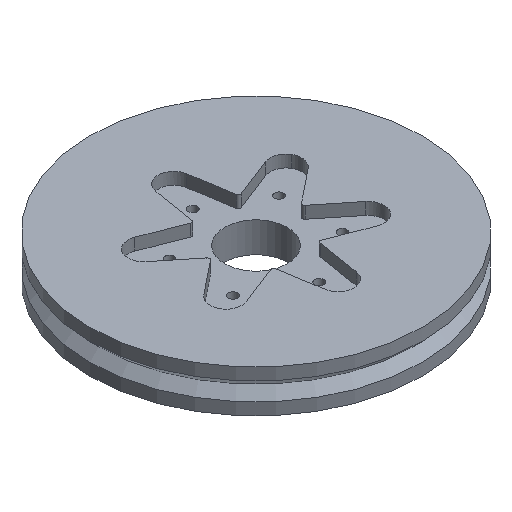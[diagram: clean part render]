
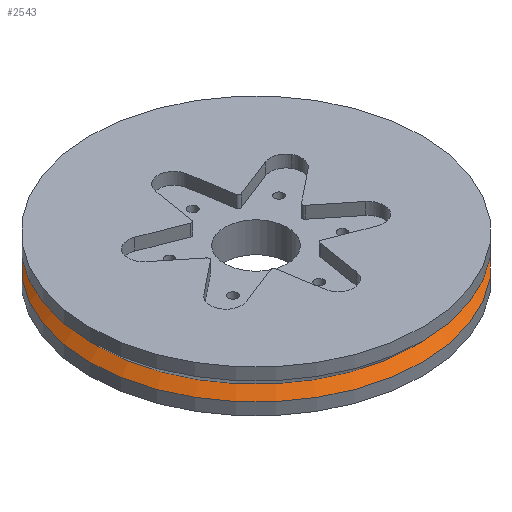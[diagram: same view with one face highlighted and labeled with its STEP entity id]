
A CAD part, isometric view. The second image highlights one B-rep face of the part: STEP entity #2543.
In plain terms, the highlighted conical face has half-angle 45 degrees and reference radius 26 mm.
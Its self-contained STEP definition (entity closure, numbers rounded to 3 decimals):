
#817 = CONICAL_SURFACE('',#818,27.5,0.785);
#818 = AXIS2_PLACEMENT_3D('',#819,#820,#821);
#819 = CARTESIAN_POINT('',(0.,0.,1.5));
#820 = DIRECTION('',(0.,0.,1.));
#821 = DIRECTION('',(1.,0.,0.));
#2244 = VERTEX_POINT('',#2245);
#2245 = CARTESIAN_POINT('',(26.,0.,0.));
#2266 = EDGE_CURVE('',#2244,#2244,#2267,.T.);
#2267 = SURFACE_CURVE('',#2268,(#2273,#2280),.PCURVE_S1.);
#2268 = CIRCLE('',#2269,26.);
#2269 = AXIS2_PLACEMENT_3D('',#2270,#2271,#2272);
#2270 = CARTESIAN_POINT('',(0.,0.,0.));
#2271 = DIRECTION('',(0.,0.,-1.));
#2272 = DIRECTION('',(1.,0.,0.));
#2273 = PCURVE('',#817,#2274);
#2274 = DEFINITIONAL_REPRESENTATION('',(#2275),#2279);
#2275 = LINE('',#2276,#2277);
#2276 = CARTESIAN_POINT('',(-0.,-1.5));
#2277 = VECTOR('',#2278,1.);
#2278 = DIRECTION('',(-1.,-0.));
#2279 = ( GEOMETRIC_REPRESENTATION_CONTEXT(2) 
PARAMETRIC_REPRESENTATION_CONTEXT() REPRESENTATION_CONTEXT('2D SPACE',''
  ) );
#2280 = PCURVE('',#2281,#2286);
#2281 = CONICAL_SURFACE('',#2282,26.,0.785);
#2282 = AXIS2_PLACEMENT_3D('',#2283,#2284,#2285);
#2283 = CARTESIAN_POINT('',(0.,0.,0.));
#2284 = DIRECTION('',(0.,0.,-1.));
#2285 = DIRECTION('',(1.,0.,0.));
#2286 = DEFINITIONAL_REPRESENTATION('',(#2287),#2291);
#2287 = LINE('',#2288,#2289);
#2288 = CARTESIAN_POINT('',(0.,0.));
#2289 = VECTOR('',#2290,1.);
#2290 = DIRECTION('',(1.,0.));
#2291 = ( GEOMETRIC_REPRESENTATION_CONTEXT(2) 
PARAMETRIC_REPRESENTATION_CONTEXT() REPRESENTATION_CONTEXT('2D SPACE',''
  ) );
#2543 = ADVANCED_FACE('',(#2544),#2281,.T.);
#2544 = FACE_BOUND('',#2545,.T.);
#2545 = EDGE_LOOP('',(#2546,#2547,#2570,#2597));
#2546 = ORIENTED_EDGE('',*,*,#2266,.T.);
#2547 = ORIENTED_EDGE('',*,*,#2548,.T.);
#2548 = EDGE_CURVE('',#2244,#2549,#2551,.T.);
#2549 = VERTEX_POINT('',#2550);
#2550 = CARTESIAN_POINT('',(27.5,0.,-1.5));
#2551 = SEAM_CURVE('',#2552,(#2556,#2563),.PCURVE_S1.);
#2552 = LINE('',#2553,#2554);
#2553 = CARTESIAN_POINT('',(26.,0.,0.));
#2554 = VECTOR('',#2555,1.);
#2555 = DIRECTION('',(0.707,0.,-0.707
    ));
#2556 = PCURVE('',#2281,#2557);
#2557 = DEFINITIONAL_REPRESENTATION('',(#2558),#2562);
#2558 = LINE('',#2559,#2560);
#2559 = CARTESIAN_POINT('',(0.,0.));
#2560 = VECTOR('',#2561,1.);
#2561 = DIRECTION('',(0.,1.));
#2562 = ( GEOMETRIC_REPRESENTATION_CONTEXT(2) 
PARAMETRIC_REPRESENTATION_CONTEXT() REPRESENTATION_CONTEXT('2D SPACE',''
  ) );
#2563 = PCURVE('',#2281,#2564);
#2564 = DEFINITIONAL_REPRESENTATION('',(#2565),#2569);
#2565 = LINE('',#2566,#2567);
#2566 = CARTESIAN_POINT('',(6.283,0.));
#2567 = VECTOR('',#2568,1.);
#2568 = DIRECTION('',(0.,1.));
#2569 = ( GEOMETRIC_REPRESENTATION_CONTEXT(2) 
PARAMETRIC_REPRESENTATION_CONTEXT() REPRESENTATION_CONTEXT('2D SPACE',''
  ) );
#2570 = ORIENTED_EDGE('',*,*,#2571,.F.);
#2571 = EDGE_CURVE('',#2549,#2549,#2572,.T.);
#2572 = SURFACE_CURVE('',#2573,(#2578,#2585),.PCURVE_S1.);
#2573 = CIRCLE('',#2574,27.5);
#2574 = AXIS2_PLACEMENT_3D('',#2575,#2576,#2577);
#2575 = CARTESIAN_POINT('',(0.,0.,-1.5));
#2576 = DIRECTION('',(0.,0.,-1.));
#2577 = DIRECTION('',(1.,0.,0.));
#2578 = PCURVE('',#2281,#2579);
#2579 = DEFINITIONAL_REPRESENTATION('',(#2580),#2584);
#2580 = LINE('',#2581,#2582);
#2581 = CARTESIAN_POINT('',(0.,1.5));
#2582 = VECTOR('',#2583,1.);
#2583 = DIRECTION('',(1.,0.));
#2584 = ( GEOMETRIC_REPRESENTATION_CONTEXT(2) 
PARAMETRIC_REPRESENTATION_CONTEXT() REPRESENTATION_CONTEXT('2D SPACE',''
  ) );
#2585 = PCURVE('',#2586,#2591);
#2586 = CYLINDRICAL_SURFACE('',#2587,27.5);
#2587 = AXIS2_PLACEMENT_3D('',#2588,#2589,#2590);
#2588 = CARTESIAN_POINT('',(0.,0.,-1.5));
#2589 = DIRECTION('',(0.,0.,-1.));
#2590 = DIRECTION('',(1.,0.,0.));
#2591 = DEFINITIONAL_REPRESENTATION('',(#2592),#2596);
#2592 = LINE('',#2593,#2594);
#2593 = CARTESIAN_POINT('',(0.,0.));
#2594 = VECTOR('',#2595,1.);
#2595 = DIRECTION('',(1.,0.));
#2596 = ( GEOMETRIC_REPRESENTATION_CONTEXT(2) 
PARAMETRIC_REPRESENTATION_CONTEXT() REPRESENTATION_CONTEXT('2D SPACE',''
  ) );
#2597 = ORIENTED_EDGE('',*,*,#2548,.F.);
